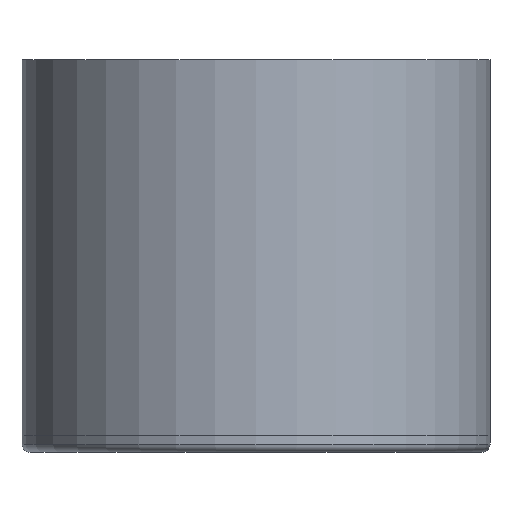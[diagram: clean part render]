
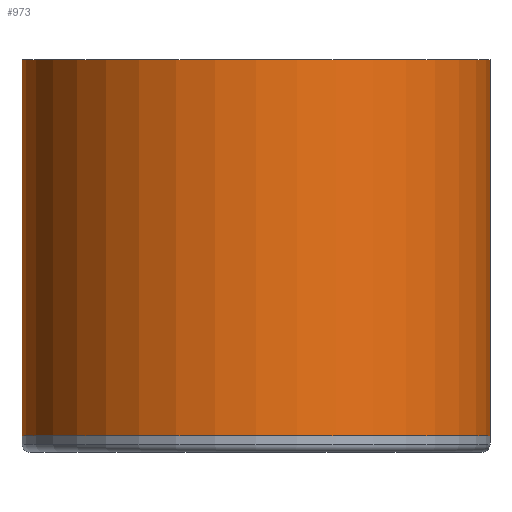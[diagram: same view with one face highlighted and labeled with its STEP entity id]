
A CAD part, front view. The second image highlights one B-rep face of the part: STEP entity #973.
In plain terms, the highlighted cylindrical face has radius 28 mm (diameter 56 mm), a full revolution.
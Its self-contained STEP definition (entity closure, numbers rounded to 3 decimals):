
#79=CYLINDRICAL_SURFACE('',#1050,28.);
#96=FACE_OUTER_BOUND('',#154,.T.);
#154=EDGE_LOOP('',(#694,#695,#696,#697));
#237=LINE('',#1457,#330);
#330=VECTOR('',#1164,28.);
#421=CIRCLE('',#1046,28.);
#424=CIRCLE('',#1051,28.);
#465=VERTEX_POINT('',#1445);
#468=VERTEX_POINT('',#1455);
#548=EDGE_CURVE('',#465,#465,#421,.T.);
#553=EDGE_CURVE('',#468,#468,#424,.T.);
#554=EDGE_CURVE('',#468,#465,#237,.T.);
#694=ORIENTED_EDGE('',*,*,#553,.F.);
#695=ORIENTED_EDGE('',*,*,#554,.T.);
#696=ORIENTED_EDGE('',*,*,#548,.F.);
#697=ORIENTED_EDGE('',*,*,#554,.F.);
#973=ADVANCED_FACE('',(#96),#79,.T.);
#1046=AXIS2_PLACEMENT_3D('',#1446,#1150,#1151);
#1050=AXIS2_PLACEMENT_3D('',#1454,#1160,#1161);
#1051=AXIS2_PLACEMENT_3D('',#1456,#1162,#1163);
#1150=DIRECTION('center_axis',(0.,0.,1.));
#1151=DIRECTION('ref_axis',(1.,0.,0.));
#1160=DIRECTION('center_axis',(0.,0.,-1.));
#1161=DIRECTION('ref_axis',(1.,0.,0.));
#1162=DIRECTION('center_axis',(0.,0.,-1.));
#1163=DIRECTION('ref_axis',(1.,0.,0.));
#1164=DIRECTION('',(0.,0.,1.));
#1445=CARTESIAN_POINT('',(-28.,0.,3.));
#1446=CARTESIAN_POINT('Origin',(0.,0.,3.));
#1454=CARTESIAN_POINT('Origin',(0.,0.,3.));
#1455=CARTESIAN_POINT('',(-28.,0.,-42.));
#1456=CARTESIAN_POINT('Origin',(0.,0.,-42.));
#1457=CARTESIAN_POINT('',(-28.,0.,3.));
